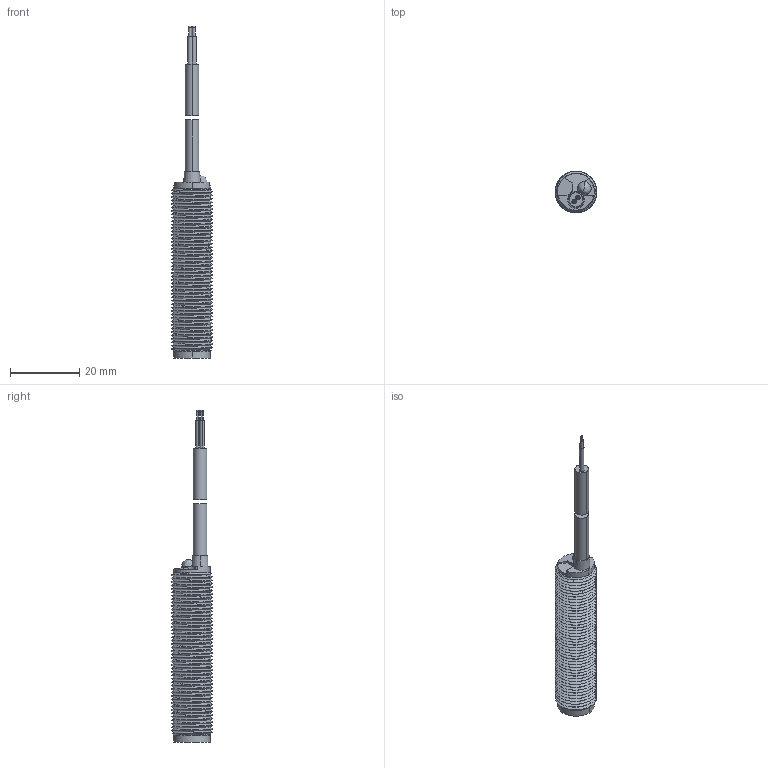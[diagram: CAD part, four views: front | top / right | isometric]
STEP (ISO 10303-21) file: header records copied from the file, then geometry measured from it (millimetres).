
FILE_DESCRIPTION((''),'2;1');
FILE_NAME('ECS1-1204A-X3LX','2017-01-10T',('Administrator'),(''),'PRO/ENGINEER BY PARAMETRIC TECHNOLOGY CORPORATION, 2007170','PRO/ENGINEER BY PARAMETRIC TECHNOLOGY CORPORATION, 2007170','');
FILE_SCHEMA(('CONFIG_CONTROL_DESIGN'));
Length unit declared in the file: millimetre
Products named in the file (1): ECS1-1204A-X3LX
Bounding box: 12 x 12 x 96 mm (x, y, z)
Volume: 5353.5 mm3; surface area: 4296.2 mm2
Topology: 2 solids, 2 shells, 173 faces, 477 edges, 308 vertices
Faces by surface type: cylinder 112, bspline 28, plane 23, cone 6, sphere 4
Entity records: 13781 total; most frequent: CARTESIAN_POINT 9850, ORIENTED_EDGE 946, DIRECTION 601, EDGE_CURVE 473, VERTEX_POINT 308, B_SPLINE_CURVE_WITH_KNOTS 238, AXIS2_PLACEMENT_3D 221, EDGE_LOOP 179
